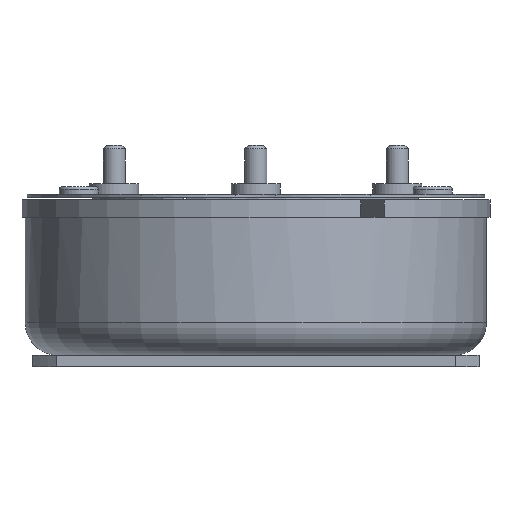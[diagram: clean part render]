
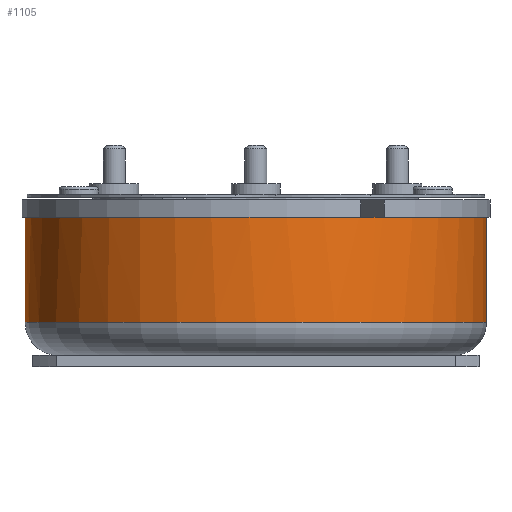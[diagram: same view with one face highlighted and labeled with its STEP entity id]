
A CAD part, front view. The second image highlights one B-rep face of the part: STEP entity #1105.
In plain terms, the highlighted cylindrical face has radius 42.35 mm (diameter 84.7 mm), a partial arc.
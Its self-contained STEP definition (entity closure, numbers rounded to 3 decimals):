
#902 = VERTEX_POINT ( 'NONE', #1710 ) ;
#923 = VERTEX_POINT ( 'NONE', #2510 ) ;
#937 = VERTEX_POINT ( 'NONE', #2624 ) ;
#941 = EDGE_CURVE ( 'NONE', #923, #902, #2621, .T. ) ;
#963 = VERTEX_POINT ( 'NONE', #2709 ) ;
#980 = EDGE_CURVE ( 'NONE', #963, #937, #2732, .T. ) ;
#1019 = VERTEX_POINT ( 'NONE', #2877 ) ;
#1028 = EDGE_CURVE ( 'NONE', #1049, #1047, #2863, .T. ) ;
#1040 = EDGE_CURVE ( 'NONE', #1019, #963, #2932, .T. ) ;
#1047 = VERTEX_POINT ( 'NONE', #2937 ) ;
#1049 = VERTEX_POINT ( 'NONE', #2939 ) ;
#1097 = ORIENTED_EDGE ( 'NONE', *, *, #941, .F. ) ;
#1101 = ORIENTED_EDGE ( 'NONE', *, *, #1108, .T. ) ;
#1102 = ORIENTED_EDGE ( 'NONE', *, *, #1040, .T. ) ;
#1103 = EDGE_LOOP ( 'NONE', ( #1097, #1106, #1109, #1101, #1102, #1112, #1134 ) ) ;
#1105 = ADVANCED_FACE ( 'NONE', ( #3030 ), #2742, .T. ) ;
#1106 = ORIENTED_EDGE ( 'NONE', *, *, #1107, .T. ) ;
#1107 = EDGE_CURVE ( 'NONE', #923, #1049, #3031, .T. ) ;
#1108 = EDGE_CURVE ( 'NONE', #1047, #1019, #3036, .T. ) ;
#1109 = ORIENTED_EDGE ( 'NONE', *, *, #1028, .T. ) ;
#1112 = ORIENTED_EDGE ( 'NONE', *, *, #980, .T. ) ;
#1121 = EDGE_CURVE ( 'NONE', #937, #902, #3058, .T. ) ;
#1134 = ORIENTED_EDGE ( 'NONE', *, *, #1121, .T. ) ;
#1710 = CARTESIAN_POINT ( 'NONE',  ( 42.35, 0., 6. ) ) ;
#2510 = CARTESIAN_POINT ( 'NONE',  ( 42.35, 0., 25.3 ) ) ;
#2550 = DIRECTION ( 'NONE',  ( -1., 0., 0. ) ) ;
#2607 = DIRECTION ( 'NONE',  ( 0., 0., 1. ) ) ;
#2612 = DIRECTION ( 'NONE',  ( 1., 0., 0. ) ) ;
#2613 = DIRECTION ( 'NONE',  ( 0., 0., -1. ) ) ;
#2618 = VECTOR ( 'NONE', #2613, 1000. ) ;
#2619 = CARTESIAN_POINT ( 'NONE',  ( 42.35, 0., 25.1 ) ) ;
#2621 = LINE ( 'NONE', #2619, #2618 ) ;
#2624 = CARTESIAN_POINT ( 'NONE',  ( -42.35, 0., 6. ) ) ;
#2709 = CARTESIAN_POINT ( 'NONE',  ( -42.35, 0., 25.3 ) ) ;
#2716 = VECTOR ( 'NONE', #2718, 1000. ) ;
#2718 = DIRECTION ( 'NONE',  ( 0., 0., -1. ) ) ;
#2731 = CARTESIAN_POINT ( 'NONE',  ( -42.35, 0., 25.1 ) ) ;
#2732 = LINE ( 'NONE', #2731, #2716 ) ;
#2742 = CYLINDRICAL_SURFACE ( 'NONE', #2743, 42.35 ) ;
#2743 = AXIS2_PLACEMENT_3D ( 'NONE', #2745, #2744, #2746 ) ;
#2744 = DIRECTION ( 'NONE',  ( 0., 0., -1. ) ) ;
#2745 = CARTESIAN_POINT ( 'NONE',  ( 0., 0., 25.1 ) ) ;
#2746 = DIRECTION ( 'NONE',  ( -1., 0., 0. ) ) ;
#2848 = DIRECTION ( 'NONE',  ( -1., 0., 0. ) ) ;
#2860 = DIRECTION ( 'NONE',  ( 0., 0., -1. ) ) ;
#2861 = CARTESIAN_POINT ( 'NONE',  ( 0., 0., 25.3 ) ) ;
#2862 = AXIS2_PLACEMENT_3D ( 'NONE', #2861, #2860, #2848 ) ;
#2863 = CIRCLE ( 'NONE', #2862, 42.35 ) ;
#2877 = CARTESIAN_POINT ( 'NONE',  ( -42.276, -2.5, 25.3 ) ) ;
#2929 = DIRECTION ( 'NONE',  ( 0., 0., -1. ) ) ;
#2930 = DIRECTION ( 'NONE',  ( -1., 0., 0. ) ) ;
#2931 = AXIS2_PLACEMENT_3D ( 'NONE', #2933, #2929, #2930 ) ;
#2932 = CIRCLE ( 'NONE', #2931, 42.35 ) ;
#2933 = CARTESIAN_POINT ( 'NONE',  ( 0., 0., 25.3 ) ) ;
#2937 = CARTESIAN_POINT ( 'NONE',  ( 18.973, -37.862, 25.3 ) ) ;
#2939 = CARTESIAN_POINT ( 'NONE',  ( 23.303, -35.362, 25.3 ) ) ;
#3030 = FACE_OUTER_BOUND ( 'NONE', #1103, .T. ) ;
#3031 = CIRCLE ( 'NONE', #3039, 42.35 ) ;
#3032 = CARTESIAN_POINT ( 'NONE',  ( 0., 0., 25.3 ) ) ;
#3033 = CARTESIAN_POINT ( 'NONE',  ( 0., 0., 25.3 ) ) ;
#3034 = DIRECTION ( 'NONE',  ( 0., 0., -1. ) ) ;
#3035 = AXIS2_PLACEMENT_3D ( 'NONE', #3032, #3034, #2550 ) ;
#3036 = CIRCLE ( 'NONE', #3035, 42.35 ) ;
#3037 = DIRECTION ( 'NONE',  ( 0., 0., -1. ) ) ;
#3038 = DIRECTION ( 'NONE',  ( -1., 0., 0. ) ) ;
#3039 = AXIS2_PLACEMENT_3D ( 'NONE', #3033, #3037, #3038 ) ;
#3057 = AXIS2_PLACEMENT_3D ( 'NONE', #3059, #2607, #2612 ) ;
#3058 = CIRCLE ( 'NONE', #3057, 42.35 ) ;
#3059 = CARTESIAN_POINT ( 'NONE',  ( 0., 0., 6. ) ) ;
